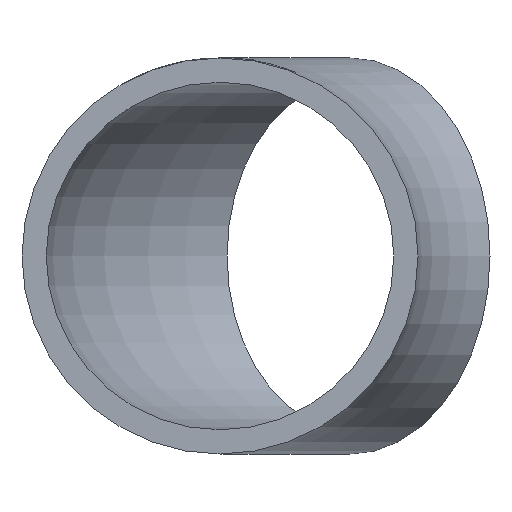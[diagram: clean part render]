
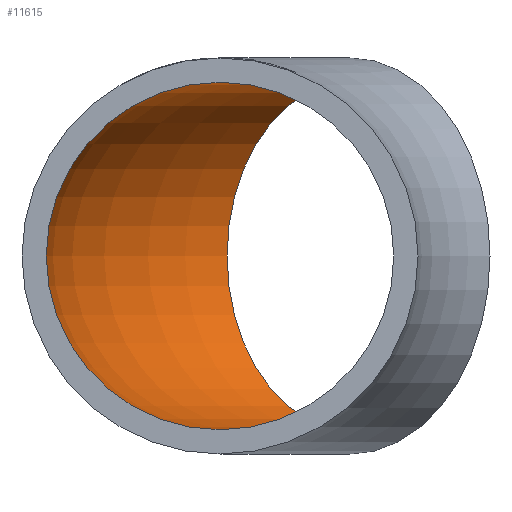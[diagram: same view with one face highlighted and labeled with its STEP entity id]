
A CAD part, front view. The second image highlights one B-rep face of the part: STEP entity #11615.
In plain terms, the highlighted toroidal (fillet/blend) face has major radius 47.5 mm and minor radius 18.6 mm.
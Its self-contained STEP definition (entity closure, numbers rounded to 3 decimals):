
#82 = CARTESIAN_POINT ( 'NONE',  ( -47.5, 0., 18.6 ) ) ;
#267 = DIRECTION ( 'NONE',  ( -0.707, 0.707, 0. ) ) ;
#297 = ORIENTED_EDGE ( 'NONE', *, *, #6306, .F. ) ;
#1411 = AXIS2_PLACEMENT_3D ( 'NONE', #7312, #13677, #267 ) ;
#1754 = FACE_OUTER_BOUND ( 'NONE', #11863, .T. ) ;
#2937 = CIRCLE ( 'NONE', #1411, 18.6 ) ;
#2946 = FACE_OUTER_BOUND ( 'NONE', #7790, .T. ) ;
#3007 = CIRCLE ( 'NONE', #11869, 18.6 ) ;
#3019 = DIRECTION ( 'NONE',  ( 0., 1., 0. ) ) ;
#5468 = CARTESIAN_POINT ( 'NONE',  ( 0., 0., 0. ) ) ;
#6282 = VERTEX_POINT ( 'NONE', #82 ) ;
#6306 = EDGE_CURVE ( 'NONE', #6282, #6282, #3007, .T. ) ;
#6953 = TOROIDAL_SURFACE ( 'NONE', #9770, 47.5, 18.6 ) ;
#7312 = CARTESIAN_POINT ( 'NONE',  ( -33.588, 33.588, 0. ) ) ;
#7753 = DIRECTION ( 'NONE',  ( 0., 0., -1. ) ) ;
#7790 = EDGE_LOOP ( 'NONE', ( #13607 ) ) ;
#8819 = VERTEX_POINT ( 'NONE', #10107 ) ;
#9770 = AXIS2_PLACEMENT_3D ( 'NONE', #5468, #7753, #10342 ) ;
#10107 = CARTESIAN_POINT ( 'NONE',  ( -46.74, 46.74, 0. ) ) ;
#10342 = DIRECTION ( 'NONE',  ( -1., 0., 0. ) ) ;
#11615 = ADVANCED_FACE ( 'NONE', ( #2946, #1754 ), #6953, .F. ) ;
#11863 = EDGE_LOOP ( 'NONE', ( #297 ) ) ;
#11869 = AXIS2_PLACEMENT_3D ( 'NONE', #15309, #3019, #15152 ) ;
#13607 = ORIENTED_EDGE ( 'NONE', *, *, #13775, .T. ) ;
#13677 = DIRECTION ( 'NONE',  ( 0.707, 0.707, 0. ) ) ;
#13775 = EDGE_CURVE ( 'NONE', #8819, #8819, #2937, .T. ) ;
#15152 = DIRECTION ( 'NONE',  ( 0., 0., 1. ) ) ;
#15309 = CARTESIAN_POINT ( 'NONE',  ( -47.5, 0., 0. ) ) ;
